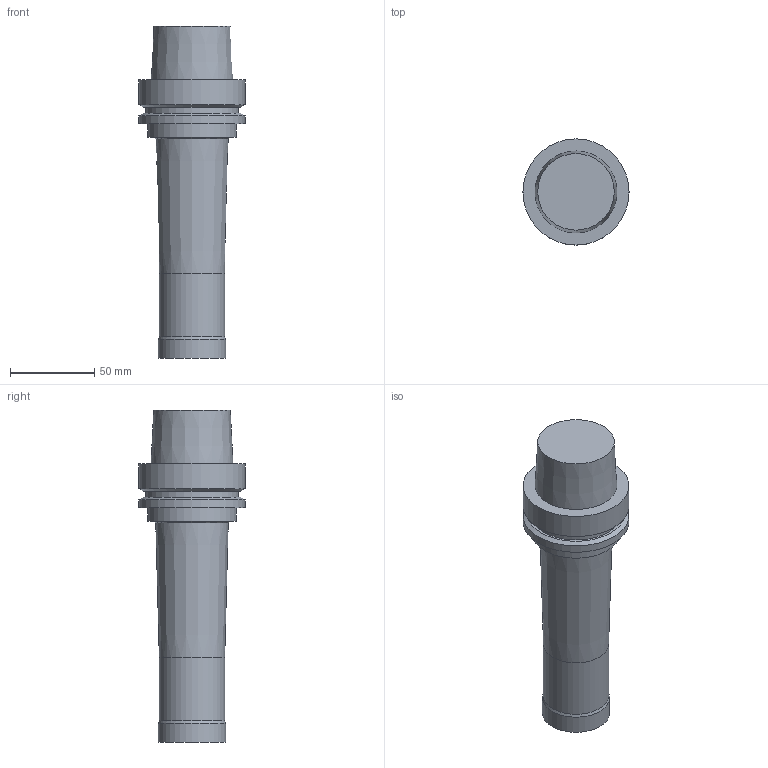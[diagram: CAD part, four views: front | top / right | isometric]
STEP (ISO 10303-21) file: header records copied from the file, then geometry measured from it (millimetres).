
FILE_DESCRIPTION((''),'1');
FILE_NAME('HSK-A63-FCM40114-165.stp','2012-05-30T06:37:30',(''),(''),'Spatial Interop R18','Kubotek KeyCreator V8.5.1 (14335)',' ');
FILE_SCHEMA(('CONFIG_CONTROL_DESIGN'));
Length unit declared in the file: millimetre
Products named in the file (1): 1
Bounding box: 63 x 63 x 197 mm (x, y, z)
Volume: 317221.4 mm3; surface area: 34445 mm2
Topology: 1 solids, 1 shells, 19 faces, 30 edges, 18 vertices
Faces by surface type: plane 7, cylinder 6, cone 6
Full cylindrical faces by diameter (mm): 38.8 x1, 40 x1, 52.6 x1, 55 x1, 63 x2
Entity records: 418 total; most frequent: DIRECTION 76, CARTESIAN_POINT 56, AXIS2_PLACEMENT_3D 38, EDGE_LOOP 36, ORIENTED_EDGE 36, FACE_BOUND 29, ADVANCED_FACE 19, EDGE_CURVE 18
